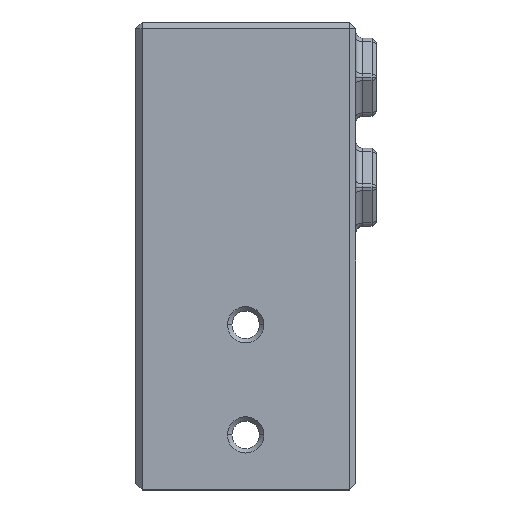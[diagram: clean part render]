
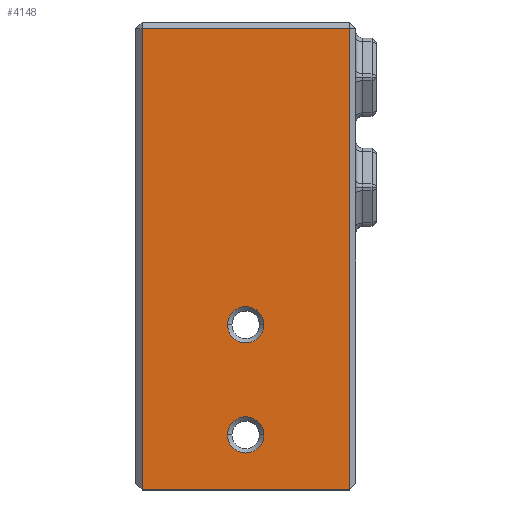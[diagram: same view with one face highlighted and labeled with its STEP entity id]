
A CAD part, top view. The second image highlights one B-rep face of the part: STEP entity #4148.
In plain terms, the highlighted planar face has unit normal (0, 0, 1).
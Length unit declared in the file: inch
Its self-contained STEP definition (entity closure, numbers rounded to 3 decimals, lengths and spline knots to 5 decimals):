
#898 = DIRECTION ( 'NONE',  ( 0., 0., -1. ) ) ;
#1439 = VECTOR ( 'NONE', #6811, 39.37008 ) ;
#1574 = ORIENTED_EDGE ( 'NONE', *, *, #14271, .T. ) ;
#2006 = AXIS2_PLACEMENT_3D ( 'NONE', #8547, #898, #4041 ) ;
#2140 = EDGE_LOOP ( 'NONE', ( #19133, #10011, #3028, #1574 ) ) ;
#2250 = EDGE_CURVE ( 'NONE', #18940, #13042, #9406, .T. ) ;
#2360 = DIRECTION ( 'NONE',  ( -1., 0., 0. ) ) ;
#2841 = EDGE_CURVE ( 'NONE', #16062, #13042, #15236, .T. ) ;
#2953 = ORIENTED_EDGE ( 'NONE', *, *, #9469, .T. ) ;
#3028 = ORIENTED_EDGE ( 'NONE', *, *, #2250, .F. ) ;
#3502 = EDGE_CURVE ( 'NONE', #14327, #10913, #10444, .T. ) ;
#3879 = LINE ( 'NONE', #10494, #18495 ) ;
#4009 = ORIENTED_EDGE ( 'NONE', *, *, #3502, .T. ) ;
#4041 = DIRECTION ( 'NONE',  ( -1., 0., 0. ) ) ;
#4145 = FACE_OUTER_BOUND ( 'NONE', #2140, .T. ) ;
#4148 = ADVANCED_FACE ( 'NONE', ( #14954, #14743, #4145 ), #13222, .F. ) ;
#4495 = AXIS2_PLACEMENT_3D ( 'NONE', #5024, #11242, #12873 ) ;
#4593 = DIRECTION ( 'NONE',  ( -1., 0., 0. ) ) ;
#4909 = AXIS2_PLACEMENT_3D ( 'NONE', #20022, #9411, #12256 ) ;
#5024 = CARTESIAN_POINT ( 'NONE',  ( 0., -0.3125, 0.5 ) ) ;
#5167 = VECTOR ( 'NONE', #7569, 39.37008 ) ;
#5496 = CARTESIAN_POINT ( 'NONE',  ( -0.47, -1.0625, 0.5 ) ) ;
#5974 = DIRECTION ( 'NONE',  ( 0., -1., 0. ) ) ;
#6110 = ORIENTED_EDGE ( 'NONE', *, *, #8287, .T. ) ;
#6137 = CARTESIAN_POINT ( 'NONE',  ( -0.47, 1.0325, 0.5 ) ) ;
#6411 = VECTOR ( 'NONE', #5974, 39.37008 ) ;
#6651 = CARTESIAN_POINT ( 'NONE',  ( 0.47, 1.0325, 0.5 ) ) ;
#6806 = CIRCLE ( 'NONE', #19500, 0.0825 ) ;
#6811 = DIRECTION ( 'NONE',  ( 0., 1., 0. ) ) ;
#7105 = VERTEX_POINT ( 'NONE', #14404 ) ;
#7569 = DIRECTION ( 'NONE',  ( -1., 0., 0. ) ) ;
#7726 = EDGE_CURVE ( 'NONE', #18908, #16062, #3879, .T. ) ;
#8287 = EDGE_CURVE ( 'NONE', #10913, #14327, #9697, .T. ) ;
#8547 = CARTESIAN_POINT ( 'NONE',  ( 0.5, 0.0625, 0.5 ) ) ;
#8918 = EDGE_LOOP ( 'NONE', ( #6110, #4009 ) ) ;
#8937 = ORIENTED_EDGE ( 'NONE', *, *, #19004, .T. ) ;
#9406 = LINE ( 'NONE', #15404, #5167 ) ;
#9411 = DIRECTION ( 'NONE',  ( 0., 0., -1. ) ) ;
#9469 = EDGE_CURVE ( 'NONE', #12079, #7105, #6806, .T. ) ;
#9697 = CIRCLE ( 'NONE', #4495, 0.0825 ) ;
#9792 = EDGE_LOOP ( 'NONE', ( #8937, #2953 ) ) ;
#9948 = CARTESIAN_POINT ( 'NONE',  ( -0.0825, -0.3125, 0.5 ) ) ;
#10011 = ORIENTED_EDGE ( 'NONE', *, *, #2841, .T. ) ;
#10444 = CIRCLE ( 'NONE', #4909, 0.0825 ) ;
#10494 = CARTESIAN_POINT ( 'NONE',  ( -0.5, 1.0325, 0.5 ) ) ;
#10913 = VERTEX_POINT ( 'NONE', #17559 ) ;
#11242 = DIRECTION ( 'NONE',  ( 0., 0., -1. ) ) ;
#11583 = CARTESIAN_POINT ( 'NONE',  ( -0.47, 0.0625, 0.5 ) ) ;
#11729 = CARTESIAN_POINT ( 'NONE',  ( 0., -0.8125, 0.5 ) ) ;
#12079 = VERTEX_POINT ( 'NONE', #14365 ) ;
#12256 = DIRECTION ( 'NONE',  ( -1., 0., 0. ) ) ;
#12873 = DIRECTION ( 'NONE',  ( -1., 0., 0. ) ) ;
#13042 = VERTEX_POINT ( 'NONE', #5496 ) ;
#13222 = PLANE ( 'NONE',  #2006 ) ;
#13870 = DIRECTION ( 'NONE',  ( 0., 0., -1. ) ) ;
#14271 = EDGE_CURVE ( 'NONE', #18940, #18908, #14638, .T. ) ;
#14327 = VERTEX_POINT ( 'NONE', #9948 ) ;
#14365 = CARTESIAN_POINT ( 'NONE',  ( -0.0825, -0.8125, 0.5 ) ) ;
#14404 = CARTESIAN_POINT ( 'NONE',  ( 0.0825, -0.8125, 0.5 ) ) ;
#14638 = LINE ( 'NONE', #15861, #1439 ) ;
#14743 = FACE_BOUND ( 'NONE', #8918, .T. ) ;
#14895 = CIRCLE ( 'NONE', #19475, 0.0825 ) ;
#14954 = FACE_BOUND ( 'NONE', #9792, .T. ) ;
#15236 = LINE ( 'NONE', #11583, #6411 ) ;
#15391 = CARTESIAN_POINT ( 'NONE',  ( 0., -0.8125, 0.5 ) ) ;
#15404 = CARTESIAN_POINT ( 'NONE',  ( 0.5, -1.0625, 0.5 ) ) ;
#15861 = CARTESIAN_POINT ( 'NONE',  ( 0.47, 0.0625, 0.5 ) ) ;
#16062 = VERTEX_POINT ( 'NONE', #6137 ) ;
#16219 = DIRECTION ( 'NONE',  ( -1., 0., 0. ) ) ;
#17559 = CARTESIAN_POINT ( 'NONE',  ( 0.0825, -0.3125, 0.5 ) ) ;
#17961 = DIRECTION ( 'NONE',  ( 0., 0., -1. ) ) ;
#18495 = VECTOR ( 'NONE', #2360, 39.37008 ) ;
#18908 = VERTEX_POINT ( 'NONE', #6651 ) ;
#18940 = VERTEX_POINT ( 'NONE', #19098 ) ;
#19004 = EDGE_CURVE ( 'NONE', #7105, #12079, #14895, .T. ) ;
#19098 = CARTESIAN_POINT ( 'NONE',  ( 0.47, -1.0625, 0.5 ) ) ;
#19133 = ORIENTED_EDGE ( 'NONE', *, *, #7726, .T. ) ;
#19475 = AXIS2_PLACEMENT_3D ( 'NONE', #11729, #17961, #16219 ) ;
#19500 = AXIS2_PLACEMENT_3D ( 'NONE', #15391, #13870, #4593 ) ;
#20022 = CARTESIAN_POINT ( 'NONE',  ( 0., -0.3125, 0.5 ) ) ;
